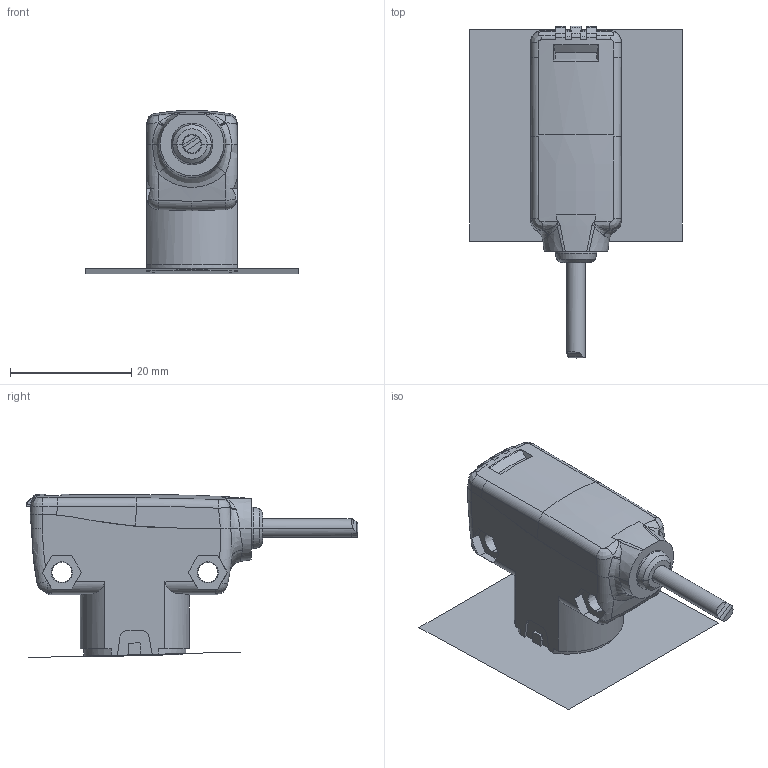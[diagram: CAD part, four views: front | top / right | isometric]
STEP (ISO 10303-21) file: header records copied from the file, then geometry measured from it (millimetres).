
FILE_DESCRIPTION((''),'2;1');
FILE_NAME('DB_CAD7052','2021-12-16T15:22:24',('tiniedziel'),(''),'CREO PARAMETRIC BY PTC INC, 2019292','CREO PARAMETRIC BY PTC INC, 2019292','');
FILE_SCHEMA(('CONFIG_CONTROL_DESIGN','SHAPE_APPEARANCE_LAYERS_GROUPS'));
Length unit declared in the file: millimetre
Products named in the file (1): DB_CAD7052
Bounding box: 35 x 54.8 x 26.94 mm (x, y, z)
Volume: 10044.7 mm3; surface area: 5031 mm2
Topology: 1 solids, 4 shells, 522 faces, 1391 edges, 895 vertices
Faces by surface type: plane 204, cylinder 118, bspline 81, cone 53, torus 47, sphere 13, extrusion 6
Entity records: 31450 total; most frequent: CARTESIAN_POINT 8757, ORIENTED_EDGE 2728, DIRECTION 2239, PRESENTATION_STYLE_ASSIGNMENT 1921, STYLED_ITEM 1400, CURVE_STYLE 1397, EDGE_CURVE 1366, FILL_AREA_STYLE_COLOUR 1043
